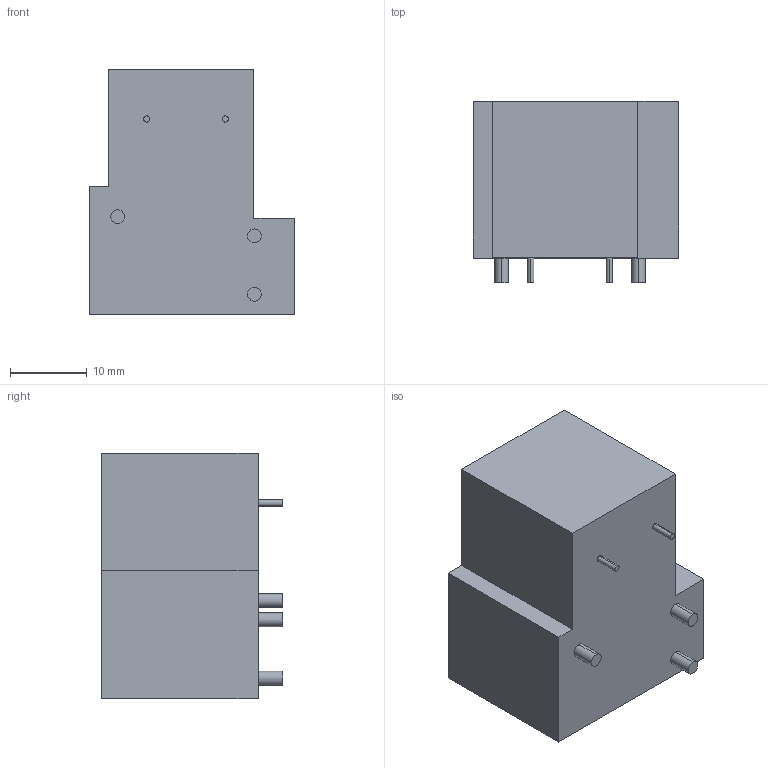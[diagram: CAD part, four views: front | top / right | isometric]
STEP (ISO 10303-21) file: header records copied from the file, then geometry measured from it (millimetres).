
FILE_DESCRIPTION (( 'STEP AP214' ), '1' );
FILE_NAME ('SLA-xxVDC-SL-C.STEP', '2022-03-15T20:45:09', ( '' ), ( '' ), 'SwSTEP 2.0', 'SolidWorks 2019', '' );
FILE_SCHEMA (( 'AUTOMOTIVE_DESIGN' ));
Length unit declared in the file: millimetre
Products named in the file (1): SLA-xxVDC-SL-C
Bounding box: 26.7 x 23.6 x 32 mm (x, y, z)
Volume: 14577.2 mm3; surface area: 3913.6 mm2
Topology: 1 solids, 1 shells, 194 faces, 513 edges, 342 vertices
Faces by surface type: plane 100, bspline 84, cylinder 10
Entity records: 11781 total; most frequent: CARTESIAN_POINT 5486, ORIENTED_EDGE 1026, DIRECTION 587, EDGE_CURVE 513, VERTEX_POINT 342, LINE 325, VECTOR 325, EDGE_LOOP 215
